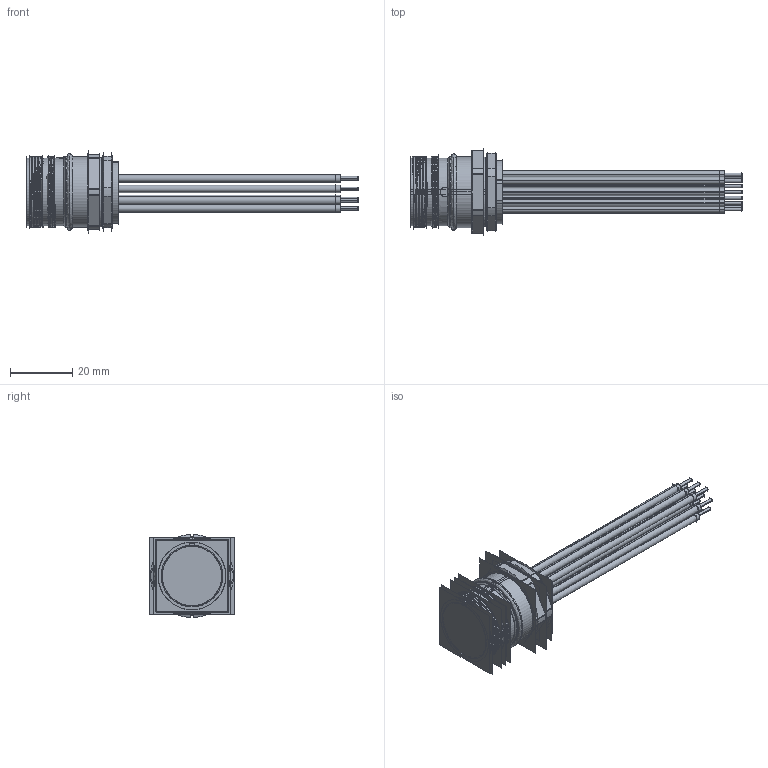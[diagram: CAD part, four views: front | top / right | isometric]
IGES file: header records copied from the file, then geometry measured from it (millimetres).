
Start section:  PTC IGES file: 242017_sm01.igs
Global section: file name: 242017_sm01.igs; native system: Creo Parametric by PTC Inc.; preprocessor: 2022414; author: banengservice; organization: Unknown; date: 20240828.125051; units: millimetre
Bounding box: 106.49 x 27.56 x 26.62 mm (x, y, z)
Volume: 13383.8 mm3; surface area: 51743.4 mm2
Topology: 1 solids, 1 shells, 448 faces, 2310 edges, 2880 vertices
Faces by surface type: revolution 330, bspline 118
